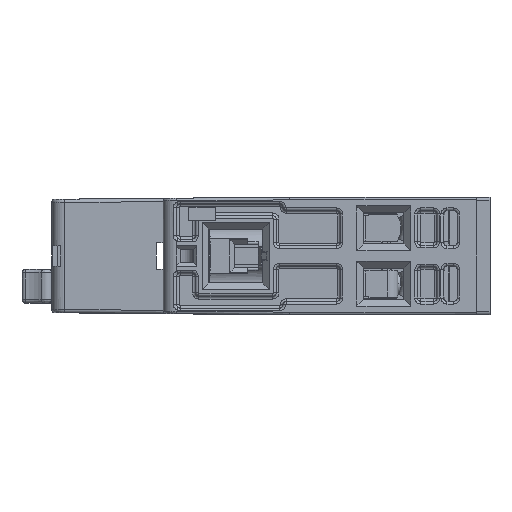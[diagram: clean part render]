
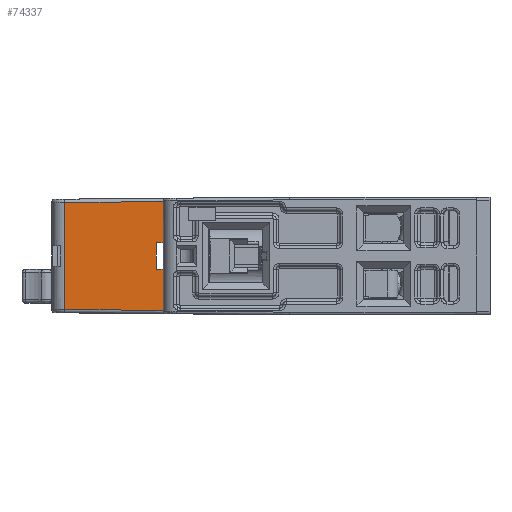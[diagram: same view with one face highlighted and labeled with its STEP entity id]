
A CAD part, left-side view. The second image highlights one B-rep face of the part: STEP entity #74337.
In plain terms, the highlighted planar face has unit normal (-1, 0.009, 0).
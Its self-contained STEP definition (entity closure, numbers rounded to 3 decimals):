
#58199=DIRECTION('',(0.,0.,1.));
#58200=VECTOR('',#58199,4.);
#58201=CARTESIAN_POINT('',(-22.441,-15.1,-2.));
#58202=LINE('',#58201,#58200);
#58383=DIRECTION('',(-0.009,-1.,0.));
#58384=VECTOR('',#58383,1.);
#58385=CARTESIAN_POINT('',(-22.441,-15.1,-2.));
#58386=LINE('',#58385,#58384);
#58387=DIRECTION('',(0.,0.,-1.));
#58388=VECTOR('',#58387,6.086);
#58389=CARTESIAN_POINT('',(-22.45,-16.1,-2.));
#58390=LINE('',#58389,#58388);
#58391=DIRECTION('',(0.009,1.,0.009));
#58392=VECTOR('',#58391,14.623);
#58393=CARTESIAN_POINT('',(-22.45,-16.1,-8.086));
#58394=LINE('',#58393,#58392);
#58395=DIRECTION('',(-0.009,-1.,0.009));
#58396=VECTOR('',#58395,14.623);
#58397=CARTESIAN_POINT('',(-22.322,-1.478,
7.958));
#58398=LINE('',#58397,#58396);
#58399=DIRECTION('',(0.,0.,-1.));
#58400=VECTOR('',#58399,6.086);
#58401=CARTESIAN_POINT('',(-22.45,-16.1,8.086));
#58402=LINE('',#58401,#58400);
#58437=DIRECTION('',(0.,0.,-1.));
#58438=VECTOR('',#58437,15.917);
#58439=CARTESIAN_POINT('',(-22.322,-1.478,
7.958));
#58440=LINE('',#58439,#58438);
#67328=DIRECTION('',(-0.009,-1.,0.));
#67329=VECTOR('',#67328,1.);
#67330=CARTESIAN_POINT('',(-22.441,-15.1,2.));
#67331=LINE('',#67330,#67329);
#68413=CARTESIAN_POINT('',(-22.322,-1.478,
-7.958));
#68414=VERTEX_POINT('',#68413);
#68415=CARTESIAN_POINT('',(-22.45,-16.1,-8.086));
#68416=VERTEX_POINT('',#68415);
#68997=CARTESIAN_POINT('',(-22.441,-15.1,-2.));
#68998=VERTEX_POINT('',#68997);
#68999=CARTESIAN_POINT('',(-22.441,-15.1,2.));
#69000=VERTEX_POINT('',#68999);
#69003=CARTESIAN_POINT('',(-22.45,-16.1,-2.));
#69004=VERTEX_POINT('',#69003);
#69070=CARTESIAN_POINT('',(-22.45,-16.1,8.086));
#69071=CARTESIAN_POINT('',(-22.45,-16.1,2.));
#69072=VERTEX_POINT('',#69070);
#69073=VERTEX_POINT('',#69071);
#69099=CARTESIAN_POINT('',(-22.322,-1.478,
7.958));
#69100=VERTEX_POINT('',#69099);
#74319=CARTESIAN_POINT('',(-22.45,-16.1,-8.858));
#74320=DIRECTION('',(-1.,0.009,0.));
#74321=DIRECTION('',(0.,0.,1.));
#74322=AXIS2_PLACEMENT_3D('',#74319,#74320,#74321);
#74323=PLANE('',#74322);
#74324=ORIENTED_EDGE('',*,*,#74084,.F.);
#74325=ORIENTED_EDGE('',*,*,#74107,.T.);
#74326=ORIENTED_EDGE('',*,*,#74267,.T.);
#74327=ORIENTED_EDGE('',*,*,#71725,.T.);
#74329=ORIENTED_EDGE('',*,*,#74328,.F.);
#74331=ORIENTED_EDGE('',*,*,#74330,.T.);
#74332=ORIENTED_EDGE('',*,*,#74257,.T.);
#74334=ORIENTED_EDGE('',*,*,#74333,.F.);
#74335=EDGE_LOOP('',(#74324,#74325,#74326,#74327,#74329,#74331,#74332,#74334));
#74336=FACE_OUTER_BOUND('',#74335,.F.);
#71725=EDGE_CURVE('',#68416,#68414,#58394,.T.);
#74084=EDGE_CURVE('',#68998,#69000,#58202,.T.);
#74107=EDGE_CURVE('',#68998,#69004,#58386,.T.);
#74257=EDGE_CURVE('',#69072,#69073,#58402,.T.);
#74267=EDGE_CURVE('',#69004,#68416,#58390,.T.);
#74328=EDGE_CURVE('',#69100,#68414,#58440,.T.);
#74330=EDGE_CURVE('',#69100,#69072,#58398,.T.);
#74333=EDGE_CURVE('',#69000,#69073,#67331,.T.);
#74337=ADVANCED_FACE('',(#74336),#74323,.T.);
